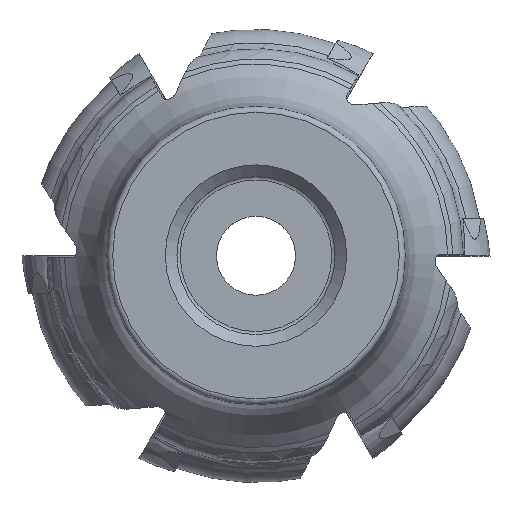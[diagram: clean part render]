
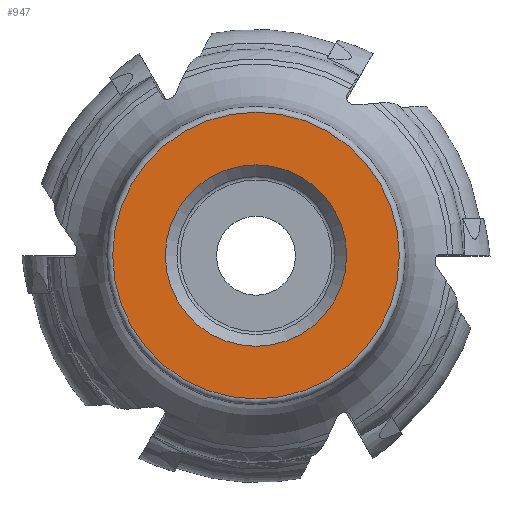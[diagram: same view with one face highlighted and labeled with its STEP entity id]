
A CAD part, top view. The second image highlights one B-rep face of the part: STEP entity #947.
In plain terms, the highlighted conical face has half-angle 89.977 degrees and reference radius 15.502 mm.
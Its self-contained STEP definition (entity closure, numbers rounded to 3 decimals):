
#443=CONICAL_SURFACE('',#7129,15.502,89.977);
#947=ADVANCED_FACE('',(#1472,#1473),#443,.F.);
#1472=FACE_BOUND('',#1693,.T.);
#1473=FACE_BOUND('',#1694,.T.);
#1693=EDGE_LOOP('',(#3274));
#1694=EDGE_LOOP('',(#3275));
#2766=CIRCLE('',#7127,24.5);
#2767=CIRCLE('',#7128,15.502);
#3274=ORIENTED_EDGE('',*,*,#5786,.T.);
#3275=ORIENTED_EDGE('',*,*,#5787,.T.);
#5075=VERTEX_POINT('',#10940);
#5076=VERTEX_POINT('',#10942);
#5786=EDGE_CURVE('',#5075,#5075,#2766,.T.);
#5787=EDGE_CURVE('',#5076,#5076,#2767,.T.);
#7127=AXIS2_PLACEMENT_3D('',#10939,#8066,#8067);
#7128=AXIS2_PLACEMENT_3D('',#10941,#8068,#8069);
#7129=AXIS2_PLACEMENT_3D('',#10943,#8070,#8071);
#8066=DIRECTION('',(0.,0.,1.));
#8067=DIRECTION('',(-1.,0.,0.));
#8068=DIRECTION('',(0.,0.,-1.));
#8069=DIRECTION('',(-1.,0.,0.));
#8070=DIRECTION('',(0.,0.,1.));
#8071=DIRECTION('',(1.,0.,0.));
#10939=CARTESIAN_POINT('',(0.,0.,0.01));
#10940=CARTESIAN_POINT('',(-24.5,0.,0.01));
#10941=CARTESIAN_POINT('',(0.,0.,0.006));
#10942=CARTESIAN_POINT('',(-15.502,0.,0.006));
#10943=CARTESIAN_POINT('',(0.,0.,0.006));
